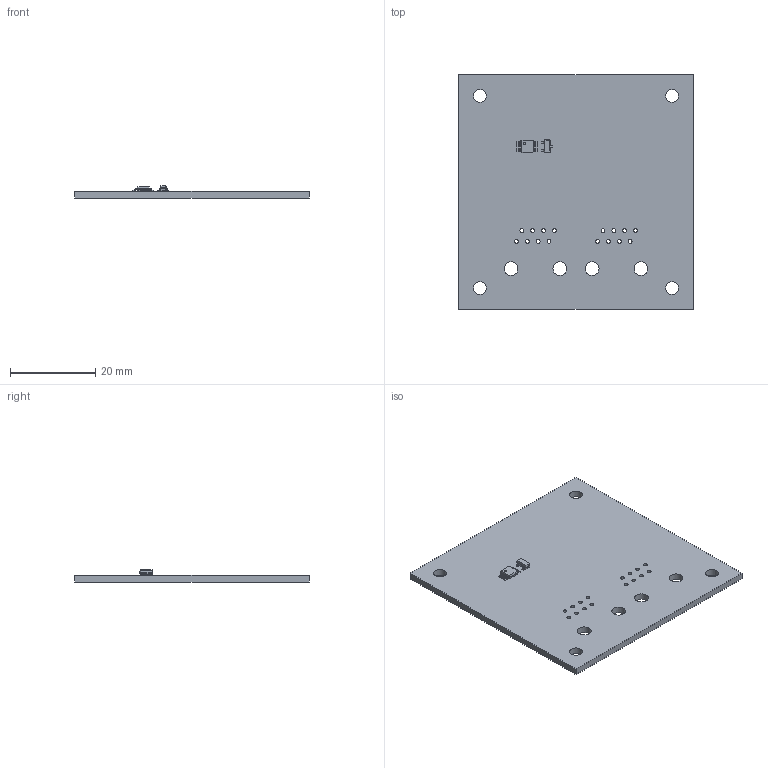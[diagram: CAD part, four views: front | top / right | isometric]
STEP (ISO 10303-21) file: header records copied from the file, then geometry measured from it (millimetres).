
FILE_DESCRIPTION(('KiCad electronic assembly'),'2;1');
FILE_NAME('USP-Board.step','2019-03-09T16:10:33',('An Author'),( 'A Company'),'Open CASCADE STEP processor 6.9', 'KiCad to STEP converter','Unknown');
FILE_SCHEMA(('AUTOMOTIVE_DESIGN { 1 0 10303 214 1 1 1 1 }'));
Length unit declared in the file: millimetre
Products named in the file (6): Open CASCADE STEP translator 6.9 1; SOT-23; SOLID; TSSOP-10_3x3mm_P0.5mm; COMPOUND
Assembly tree (5 placements, depth 3):
  Open CASCADE STEP translator 6.9 1
    SOT-23
      SOLID
    TSSOP-10_3x3mm_P0.5mm
      SOLID
    COMPOUND
Bounding box: 55 x 55 x 2.85 mm (x, y, z)
Volume: 4737.7 mm3; surface area: 6512.6 mm2
Topology: 3 solids, 3 shells, 292 faces, 749 edges, 464 vertices
Faces by surface type: plane 154, cylinder 77, bspline 61
Full cylindrical faces by diameter (mm): 0.5 x1, 0.9 x16, 3 x4, 3.25 x4
Entity records: 20675 total; most frequent: CARTESIAN_POINT 4067, DIRECTION 2592, LINE 1756, VECTOR 1756, ORIENTED_EDGE 1498, PCURVE 1498, DEFINITIONAL_REPRESENTATION 1498, EDGE_CURVE 749
